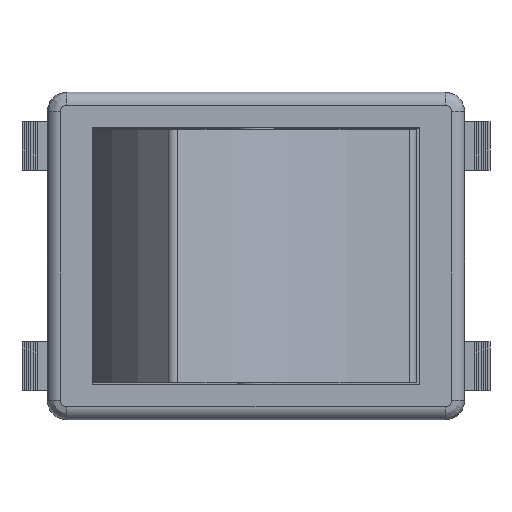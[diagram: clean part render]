
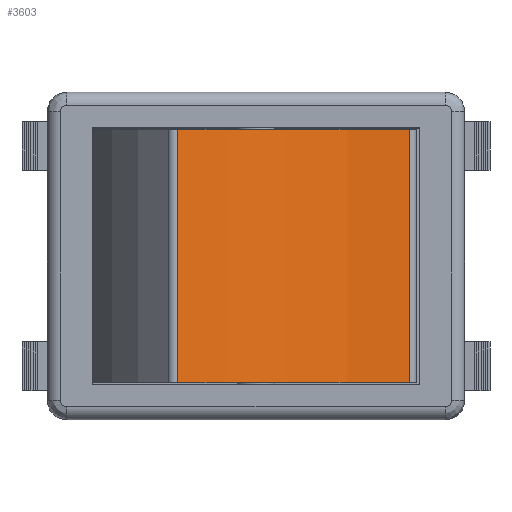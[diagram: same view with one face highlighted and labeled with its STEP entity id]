
A CAD part, top view. The second image highlights one B-rep face of the part: STEP entity #3603.
In plain terms, the highlighted cylindrical face has radius 28.263 mm (diameter 56.525 mm), a partial arc.
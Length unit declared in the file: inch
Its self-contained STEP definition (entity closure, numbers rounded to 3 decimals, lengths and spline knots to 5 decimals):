
#3417=CARTESIAN_POINT('',(-0.23733,0.38386,1.02292));
#3418=VERTEX_POINT('',#3417);
#3426=CARTESIAN_POINT('',(0.46555,0.38386,0.76709));
#3427=VERTEX_POINT('',#3426);
#3428=CARTESIAN_POINT('',(0.47254,0.38386,1.87978));
#3429=DIRECTION('',(0.0,1.0,0.0));
#3430=DIRECTION('',(0.65,0.0,0.76));
#3431=AXIS2_PLACEMENT_3D('',#3428,#3429,#3430);
#3432=CIRCLE('',#3431,1.1127);
#3433=EDGE_CURVE('',#3427,#3418,#3432,.T.);
#3552=CARTESIAN_POINT('',(0.46555,-0.38386,0.76709));
#3553=VERTEX_POINT('',#3552);
#3570=CARTESIAN_POINT('',(0.46555,0.38386,0.76709));
#3571=DIRECTION('',(0.0,-1.0,0.0));
#3572=VECTOR('',#3571,0.76772);
#3573=LINE('',#3570,#3572);
#3574=EDGE_CURVE('',#3427,#3553,#3573,.T.);
#3579=CARTESIAN_POINT('',(0.47254,0.42224,1.87978));
#3580=DIRECTION('',(0.0,-1.0,0.0));
#3581=DIRECTION('',(0.65,0.0,0.76));
#3582=AXIS2_PLACEMENT_3D('',#3579,#3580,#3581);
#3583=CYLINDRICAL_SURFACE('',#3582,1.1127);
#3584=ORIENTED_EDGE('',*,*,#3574,.F.);
#3585=ORIENTED_EDGE('',*,*,#3433,.T.);
#3586=CARTESIAN_POINT('',(-0.23733,-0.38386,1.02292));
#3587=VERTEX_POINT('',#3586);
#3588=CARTESIAN_POINT('',(-0.23733,-0.38386,1.02292));
#3589=DIRECTION('',(0.0,1.0,0.0));
#3590=VECTOR('',#3589,0.76772);
#3591=LINE('',#3588,#3590);
#3592=EDGE_CURVE('',#3587,#3418,#3591,.T.);
#3593=ORIENTED_EDGE('',*,*,#3592,.F.);
#3594=CARTESIAN_POINT('',(0.47254,-0.38386,1.87978));
#3595=DIRECTION('',(0.0,-1.0,0.0));
#3596=DIRECTION('',(0.65,0.0,0.76));
#3597=AXIS2_PLACEMENT_3D('',#3594,#3595,#3596);
#3598=CIRCLE('',#3597,1.1127);
#3599=EDGE_CURVE('',#3587,#3553,#3598,.T.);
#3600=ORIENTED_EDGE('',*,*,#3599,.T.);
#3601=EDGE_LOOP('',(#3584,#3585,#3593,#3600));
#3602=FACE_OUTER_BOUND('',#3601,.T.);
#3603=ADVANCED_FACE('',(#3602),#3583,.F.);
